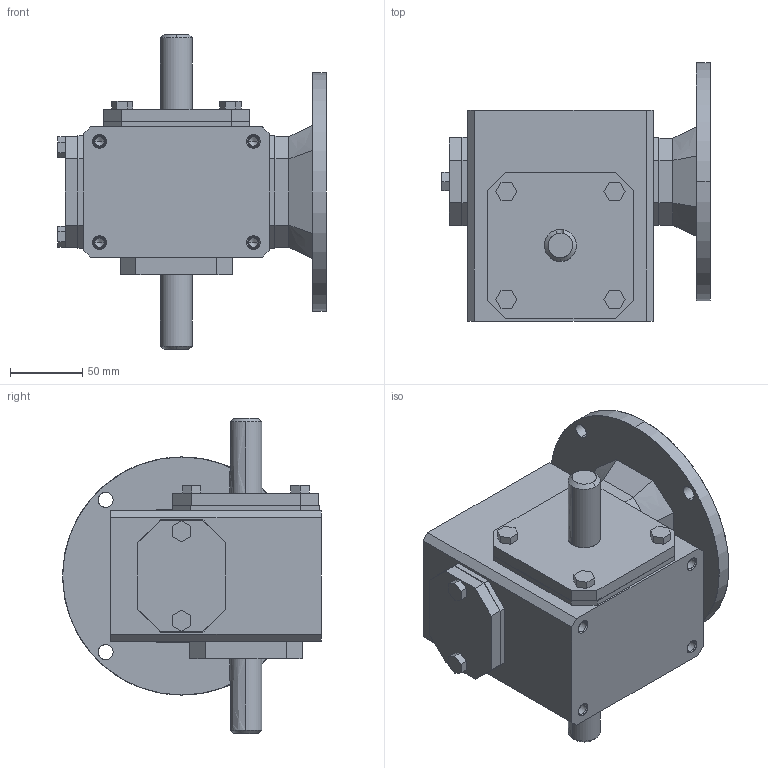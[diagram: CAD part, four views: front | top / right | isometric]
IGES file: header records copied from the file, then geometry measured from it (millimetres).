
Start section: SolidWorks IGES file using analytic representation for surfaces
Global section: file name: 17DEFAU10041534112180.igs; native system: SolidWorks 2016; preprocessor: SolidWorks 2016; author: partstream; date: 161004.153415; units: inch
Bounding box: 186.18 x 179.32 x 218.95 mm (x, y, z)
Surface area: 166119.3 mm2 (no closed solid volume)
Topology: 0 solids, 0 shells, 354 faces, 3568 edges, 3548 vertices
Faces by surface type: bspline 245, revolution 109
